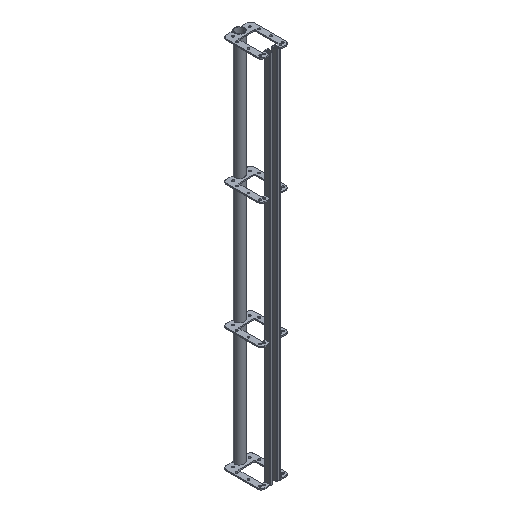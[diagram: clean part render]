
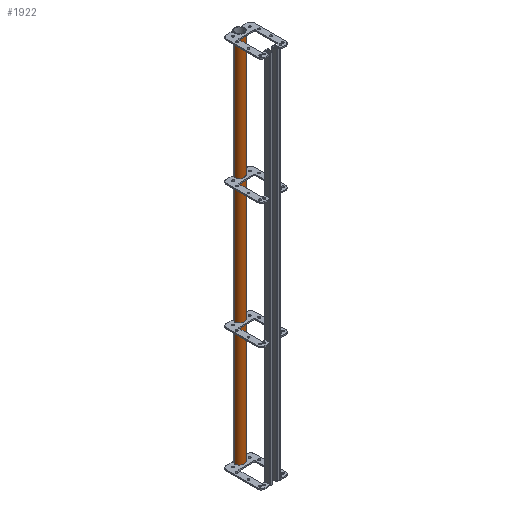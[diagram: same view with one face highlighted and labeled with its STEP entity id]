
A CAD part, isometric view. The second image highlights one B-rep face of the part: STEP entity #1922.
In plain terms, the highlighted cylindrical face has radius 12.7 mm (diameter 25.4 mm), a partial arc.
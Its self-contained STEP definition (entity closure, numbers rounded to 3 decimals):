
#10 = DIRECTION ( 'NONE',  ( 0., 0., -1. ) ) ;
#124 = AXIS2_PLACEMENT_3D ( 'NONE', #1257, #2158, #2584 ) ;
#150 = DIRECTION ( 'NONE',  ( 0., 0., -1. ) ) ;
#216 = CARTESIAN_POINT ( 'NONE',  ( 12.7, 0., 1000. ) ) ;
#558 = CYLINDRICAL_SURFACE ( 'NONE', #124, 12.7 ) ;
#578 = CARTESIAN_POINT ( 'NONE',  ( -12.7, 0., 0. ) ) ;
#719 = DIRECTION ( 'NONE',  ( 1., 0., 0. ) ) ;
#744 = ORIENTED_EDGE ( 'NONE', *, *, #1407, .T. ) ;
#846 = CARTESIAN_POINT ( 'NONE',  ( -12.7, 0., 1000. ) ) ;
#886 = CARTESIAN_POINT ( 'NONE',  ( -12.7, 0., 1000. ) ) ;
#915 = LINE ( 'NONE', #886, #1841 ) ;
#1109 = CARTESIAN_POINT ( 'NONE',  ( 0., 0., 0. ) ) ;
#1202 = VERTEX_POINT ( 'NONE', #2799 ) ;
#1210 = EDGE_CURVE ( 'NONE', #1380, #1202, #2679, .T. ) ;
#1257 = CARTESIAN_POINT ( 'NONE',  ( 0., 0., 1000. ) ) ;
#1302 = CARTESIAN_POINT ( 'NONE',  ( 0., 0., 1000. ) ) ;
#1339 = ORIENTED_EDGE ( 'NONE', *, *, #1210, .F. ) ;
#1350 = FACE_OUTER_BOUND ( 'NONE', #1443, .T. ) ;
#1380 = VERTEX_POINT ( 'NONE', #216 ) ;
#1407 = EDGE_CURVE ( 'NONE', #1781, #1202, #1890, .T. ) ;
#1443 = EDGE_LOOP ( 'NONE', ( #1339, #2409, #1605, #744 ) ) ;
#1512 = DIRECTION ( 'NONE',  ( 0., 0., 1. ) ) ;
#1521 = VECTOR ( 'NONE', #150, 1000. ) ;
#1605 = ORIENTED_EDGE ( 'NONE', *, *, #2048, .T. ) ;
#1625 = CIRCLE ( 'NONE', #2332, 12.7 ) ;
#1773 = DIRECTION ( 'NONE',  ( 0., 0., 1. ) ) ;
#1781 = VERTEX_POINT ( 'NONE', #578 ) ;
#1841 = VECTOR ( 'NONE', #10, 1000. ) ;
#1890 = CIRCLE ( 'NONE', #2500, 12.7 ) ;
#1900 = VERTEX_POINT ( 'NONE', #846 ) ;
#1922 = ADVANCED_FACE ( 'NONE', ( #1350 ), #558, .T. ) ;
#2048 = EDGE_CURVE ( 'NONE', #1900, #1781, #915, .T. ) ;
#2158 = DIRECTION ( 'NONE',  ( 0., 0., -1. ) ) ;
#2332 = AXIS2_PLACEMENT_3D ( 'NONE', #1302, #1512, #2831 ) ;
#2358 = CARTESIAN_POINT ( 'NONE',  ( 12.7, 0., 1000. ) ) ;
#2409 = ORIENTED_EDGE ( 'NONE', *, *, #2760, .F. ) ;
#2500 = AXIS2_PLACEMENT_3D ( 'NONE', #1109, #1773, #719 ) ;
#2584 = DIRECTION ( 'NONE',  ( -1., 0., 0. ) ) ;
#2679 = LINE ( 'NONE', #2358, #1521 ) ;
#2760 = EDGE_CURVE ( 'NONE', #1900, #1380, #1625, .T. ) ;
#2799 = CARTESIAN_POINT ( 'NONE',  ( 12.7, 0., 0. ) ) ;
#2831 = DIRECTION ( 'NONE',  ( 1., 0., 0. ) ) ;
